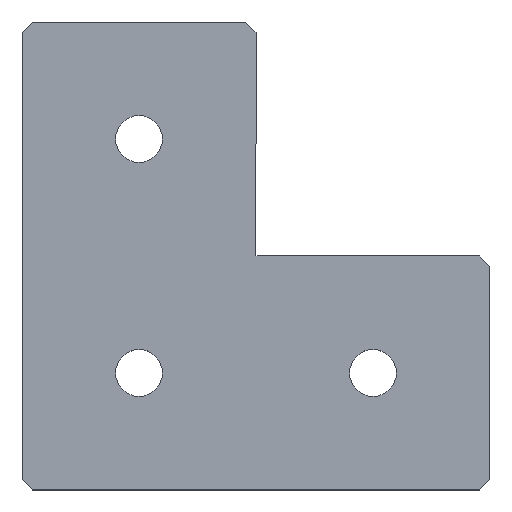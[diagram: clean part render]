
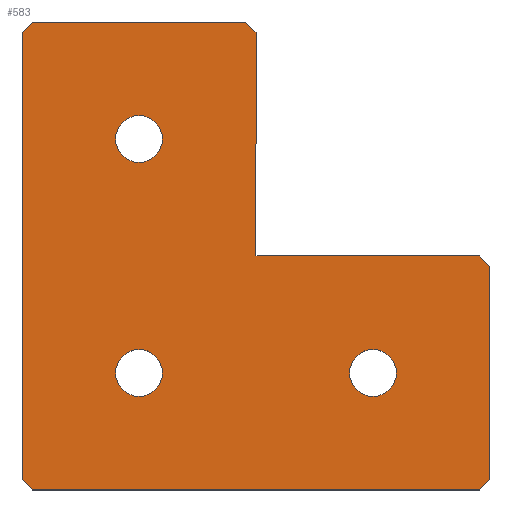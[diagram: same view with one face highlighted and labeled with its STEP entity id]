
A CAD part, top view. The second image highlights one B-rep face of the part: STEP entity #583.
In plain terms, the highlighted planar face has unit normal (0, 0, 1).
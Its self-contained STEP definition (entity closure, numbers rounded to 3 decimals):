
#1 = DIRECTION ( 'NONE',  ( -1., 0., 0. ) ) ;
#3 = CARTESIAN_POINT ( 'NONE',  ( 21.5, 21.5, 0. ) ) ;
#9 = ORIENTED_EDGE ( 'NONE', *, *, #261, .T. ) ;
#19 = CARTESIAN_POINT ( 'NONE',  ( 22.5, -63., 0. ) ) ;
#20 = VERTEX_POINT ( 'NONE', #459 ) ;
#21 = DIRECTION ( 'NONE',  ( 0., 0., 1. ) ) ;
#24 = ORIENTED_EDGE ( 'NONE', *, *, #653, .T. ) ;
#27 = DIRECTION ( 'NONE',  ( -0.707, -0.707, 0. ) ) ;
#28 = VECTOR ( 'NONE', #541, 1000. ) ;
#31 = VERTEX_POINT ( 'NONE', #254 ) ;
#33 = DIRECTION ( 'NONE',  ( 0., 0., -1. ) ) ;
#37 = VECTOR ( 'NONE', #244, 1000. ) ;
#51 = EDGE_CURVE ( 'NONE', #526, #523, #55, .T. ) ;
#55 = LINE ( 'NONE', #3, #341 ) ;
#62 = ORIENTED_EDGE ( 'NONE', *, *, #189, .T. ) ;
#65 = DIRECTION ( 'NONE',  ( 0., 1., 0. ) ) ;
#69 = CARTESIAN_POINT ( 'NONE',  ( 88., -45., 0. ) ) ;
#70 = CIRCLE ( 'NONE', #391, 4.5 ) ;
#72 = LINE ( 'NONE', #483, #108 ) ;
#75 = LINE ( 'NONE', #515, #303 ) ;
#78 = DIRECTION ( 'NONE',  ( 0., 1., 0. ) ) ;
#91 = EDGE_CURVE ( 'NONE', #530, #518, #75, .T. ) ;
#94 = ORIENTED_EDGE ( 'NONE', *, *, #558, .T. ) ;
#96 = EDGE_CURVE ( 'NONE', #20, #204, #72, .T. ) ;
#102 = CARTESIAN_POINT ( 'NONE',  ( 90., -90., 0. ) ) ;
#105 = VERTEX_POINT ( 'NONE', #167 ) ;
#108 = VECTOR ( 'NONE', #376, 1000. ) ;
#109 = DIRECTION ( 'NONE',  ( 0., 0., -1. ) ) ;
#115 = ORIENTED_EDGE ( 'NONE', *, *, #51, .T. ) ;
#117 = ORIENTED_EDGE ( 'NONE', *, *, #179, .F. ) ;
#125 = VERTEX_POINT ( 'NONE', #569 ) ;
#126 = LINE ( 'NONE', #374, #402 ) ;
#130 = CARTESIAN_POINT ( 'NONE',  ( 43., 0., 0. ) ) ;
#134 = CIRCLE ( 'NONE', #148, 4.5 ) ;
#138 = DIRECTION ( 'NONE',  ( 0., 0., -1. ) ) ;
#140 = CARTESIAN_POINT ( 'NONE',  ( 45., -45., 0. ) ) ;
#141 = CIRCLE ( 'NONE', #536, 4.5 ) ;
#148 = AXIS2_PLACEMENT_3D ( 'NONE', #388, #138, #488 ) ;
#154 = CARTESIAN_POINT ( 'NONE',  ( 0., 0., 0. ) ) ;
#155 = EDGE_CURVE ( 'NONE', #125, #271, #278, .T. ) ;
#162 = CARTESIAN_POINT ( 'NONE',  ( 0., 0., 0. ) ) ;
#163 = VERTEX_POINT ( 'NONE', #19 ) ;
#167 = CARTESIAN_POINT ( 'NONE',  ( 90., -88., 0. ) ) ;
#170 = FACE_BOUND ( 'NONE', #274, .T. ) ;
#174 = VERTEX_POINT ( 'NONE', #371 ) ;
#179 = EDGE_CURVE ( 'NONE', #530, #271, #466, .T. ) ;
#185 = LINE ( 'NONE', #400, #37 ) ;
#189 = EDGE_CURVE ( 'NONE', #163, #31, #141, .T. ) ;
#199 = CARTESIAN_POINT ( 'NONE',  ( 0., -90., 0. ) ) ;
#203 = DIRECTION ( 'NONE',  ( 0., -1., 0. ) ) ;
#204 = VERTEX_POINT ( 'NONE', #140 ) ;
#208 = EDGE_CURVE ( 'NONE', #20, #650, #646, .T. ) ;
#210 = VERTEX_POINT ( 'NONE', #597 ) ;
#211 = DIRECTION ( 'NONE',  ( -0.707, 0.707, 0. ) ) ;
#215 = ORIENTED_EDGE ( 'NONE', *, *, #416, .F. ) ;
#216 = CIRCLE ( 'NONE', #534, 4.5 ) ;
#219 = DIRECTION ( 'NONE',  ( 0., 0., -1. ) ) ;
#226 = DIRECTION ( 'NONE',  ( 1., 0., 0. ) ) ;
#237 = ORIENTED_EDGE ( 'NONE', *, *, #516, .T. ) ;
#244 = DIRECTION ( 'NONE',  ( 1., 0., 0. ) ) ;
#246 = CARTESIAN_POINT ( 'NONE',  ( 0., -2., 0. ) ) ;
#254 = CARTESIAN_POINT ( 'NONE',  ( 22.5, -72., 0. ) ) ;
#261 = EDGE_CURVE ( 'NONE', #210, #363, #134, .T. ) ;
#262 = DIRECTION ( 'NONE',  ( 0.707, 0.707, 0. ) ) ;
#267 = CARTESIAN_POINT ( 'NONE',  ( 67.5, -67.5, 0. ) ) ;
#268 = EDGE_LOOP ( 'NONE', ( #94, #9 ) ) ;
#271 = VERTEX_POINT ( 'NONE', #246 ) ;
#274 = EDGE_LOOP ( 'NONE', ( #24, #237 ) ) ;
#276 = DIRECTION ( 'NONE',  ( 0., 0., -1. ) ) ;
#278 = LINE ( 'NONE', #475, #314 ) ;
#282 = EDGE_LOOP ( 'NONE', ( #557, #563, #117, #580, #626, #421, #215, #115, #623, #520, #354 ) ) ;
#283 = EDGE_CURVE ( 'NONE', #204, #523, #185, .T. ) ;
#300 = VECTOR ( 'NONE', #1, 1000. ) ;
#303 = VECTOR ( 'NONE', #519, 1000. ) ;
#314 = VECTOR ( 'NONE', #27, 1000. ) ;
#318 = EDGE_CURVE ( 'NONE', #31, #163, #216, .T. ) ;
#319 = CARTESIAN_POINT ( 'NONE',  ( 22.5, -18., 0. ) ) ;
#326 = AXIS2_PLACEMENT_3D ( 'NONE', #154, #21, #226 ) ;
#328 = DIRECTION ( 'NONE',  ( 0., 1., 0. ) ) ;
#331 = VERTEX_POINT ( 'NONE', #344 ) ;
#333 = DIRECTION ( 'NONE',  ( 1., 0., 0. ) ) ;
#341 = VECTOR ( 'NONE', #211, 1000. ) ;
#344 = CARTESIAN_POINT ( 'NONE',  ( 88., -90., 0. ) ) ;
#354 = ORIENTED_EDGE ( 'NONE', *, *, #208, .T. ) ;
#363 = VERTEX_POINT ( 'NONE', #498 ) ;
#369 = CARTESIAN_POINT ( 'NONE',  ( 90., -47., 0. ) ) ;
#371 = CARTESIAN_POINT ( 'NONE',  ( 22.5, -27., 0. ) ) ;
#374 = CARTESIAN_POINT ( 'NONE',  ( 45., 0., 0. ) ) ;
#376 = DIRECTION ( 'NONE',  ( 0., -1., 0. ) ) ;
#377 = FACE_BOUND ( 'NONE', #268, .T. ) ;
#388 = CARTESIAN_POINT ( 'NONE',  ( 67.5, -67.5, 0. ) ) ;
#391 = AXIS2_PLACEMENT_3D ( 'NONE', #517, #109, #328 ) ;
#399 = CARTESIAN_POINT ( 'NONE',  ( 22.5, -22.5, 0. ) ) ;
#400 = CARTESIAN_POINT ( 'NONE',  ( 90., -45., 0. ) ) ;
#401 = VECTOR ( 'NONE', #203, 1000. ) ;
#402 = VECTOR ( 'NONE', #333, 1000. ) ;
#405 = CARTESIAN_POINT ( 'NONE',  ( 21.5, 21.5, 0. ) ) ;
#406 = LINE ( 'NONE', #102, #401 ) ;
#410 = LINE ( 'NONE', #199, #300 ) ;
#416 = EDGE_CURVE ( 'NONE', #526, #105, #406, .T. ) ;
#420 = EDGE_CURVE ( 'NONE', #331, #518, #410, .T. ) ;
#421 = ORIENTED_EDGE ( 'NONE', *, *, #570, .T. ) ;
#426 = DIRECTION ( 'NONE',  ( 0., 1., 0. ) ) ;
#427 = LINE ( 'NONE', #467, #604 ) ;
#443 = CIRCLE ( 'NONE', #546, 4.5 ) ;
#446 = CARTESIAN_POINT ( 'NONE',  ( 22.5, -67.5, 0. ) ) ;
#448 = DIRECTION ( 'NONE',  ( 0., 1., 0. ) ) ;
#459 = CARTESIAN_POINT ( 'NONE',  ( 45., -2., 0. ) ) ;
#466 = LINE ( 'NONE', #162, #507 ) ;
#467 = CARTESIAN_POINT ( 'NONE',  ( 89., -89., 0. ) ) ;
#473 = CARTESIAN_POINT ( 'NONE',  ( 0., -88., 0. ) ) ;
#475 = CARTESIAN_POINT ( 'NONE',  ( 1., -1., 0. ) ) ;
#477 = PLANE ( 'NONE',  #326 ) ;
#483 = CARTESIAN_POINT ( 'NONE',  ( 45., -45., 0. ) ) ;
#488 = DIRECTION ( 'NONE',  ( 0., 1., 0. ) ) ;
#498 = CARTESIAN_POINT ( 'NONE',  ( 67.5, -63., 0. ) ) ;
#507 = VECTOR ( 'NONE', #78, 1000. ) ;
#515 = CARTESIAN_POINT ( 'NONE',  ( -44., -44., 0. ) ) ;
#516 = EDGE_CURVE ( 'NONE', #174, #553, #70, .T. ) ;
#517 = CARTESIAN_POINT ( 'NONE',  ( 22.5, -22.5, 0. ) ) ;
#518 = VERTEX_POINT ( 'NONE', #567 ) ;
#519 = DIRECTION ( 'NONE',  ( 0.707, -0.707, 0. ) ) ;
#520 = ORIENTED_EDGE ( 'NONE', *, *, #96, .F. ) ;
#522 = FACE_OUTER_BOUND ( 'NONE', #282, .T. ) ;
#523 = VERTEX_POINT ( 'NONE', #69 ) ;
#526 = VERTEX_POINT ( 'NONE', #369 ) ;
#530 = VERTEX_POINT ( 'NONE', #473 ) ;
#531 = AXIS2_PLACEMENT_3D ( 'NONE', #399, #586, #643 ) ;
#534 = AXIS2_PLACEMENT_3D ( 'NONE', #446, #33, #448 ) ;
#536 = AXIS2_PLACEMENT_3D ( 'NONE', #564, #219, #426 ) ;
#541 = DIRECTION ( 'NONE',  ( -0.707, 0.707, 0. ) ) ;
#542 = EDGE_CURVE ( 'NONE', #125, #650, #126, .T. ) ;
#546 = AXIS2_PLACEMENT_3D ( 'NONE', #267, #276, #65 ) ;
#553 = VERTEX_POINT ( 'NONE', #319 ) ;
#557 = ORIENTED_EDGE ( 'NONE', *, *, #542, .F. ) ;
#558 = EDGE_CURVE ( 'NONE', #363, #210, #443, .T. ) ;
#563 = ORIENTED_EDGE ( 'NONE', *, *, #155, .T. ) ;
#564 = CARTESIAN_POINT ( 'NONE',  ( 22.5, -67.5, 0. ) ) ;
#567 = CARTESIAN_POINT ( 'NONE',  ( 2., -90., 0. ) ) ;
#568 = ORIENTED_EDGE ( 'NONE', *, *, #318, .T. ) ;
#569 = CARTESIAN_POINT ( 'NONE',  ( 2., 0., 0. ) ) ;
#570 = EDGE_CURVE ( 'NONE', #331, #105, #427, .T. ) ;
#572 = CIRCLE ( 'NONE', #531, 4.5 ) ;
#573 = EDGE_LOOP ( 'NONE', ( #62, #568 ) ) ;
#580 = ORIENTED_EDGE ( 'NONE', *, *, #91, .T. ) ;
#583 = ADVANCED_FACE ( 'NONE', ( #625, #170, #377, #522 ), #477, .T. ) ;
#586 = DIRECTION ( 'NONE',  ( 0., 0., -1. ) ) ;
#597 = CARTESIAN_POINT ( 'NONE',  ( 67.5, -72., 0. ) ) ;
#604 = VECTOR ( 'NONE', #262, 1000. ) ;
#623 = ORIENTED_EDGE ( 'NONE', *, *, #283, .F. ) ;
#625 = FACE_BOUND ( 'NONE', #573, .T. ) ;
#626 = ORIENTED_EDGE ( 'NONE', *, *, #420, .F. ) ;
#643 = DIRECTION ( 'NONE',  ( 0., 1., 0. ) ) ;
#646 = LINE ( 'NONE', #405, #28 ) ;
#650 = VERTEX_POINT ( 'NONE', #130 ) ;
#653 = EDGE_CURVE ( 'NONE', #553, #174, #572, .T. ) ;
